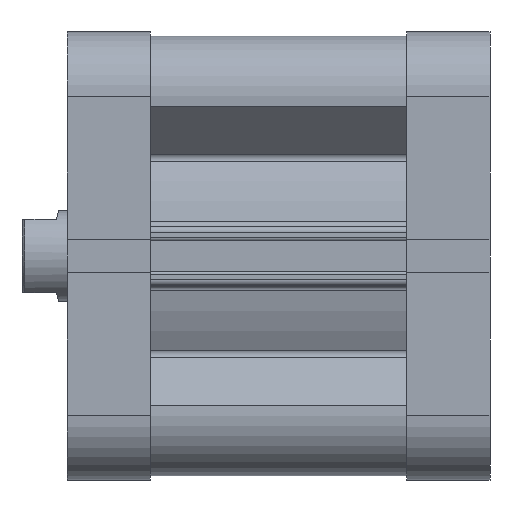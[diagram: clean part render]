
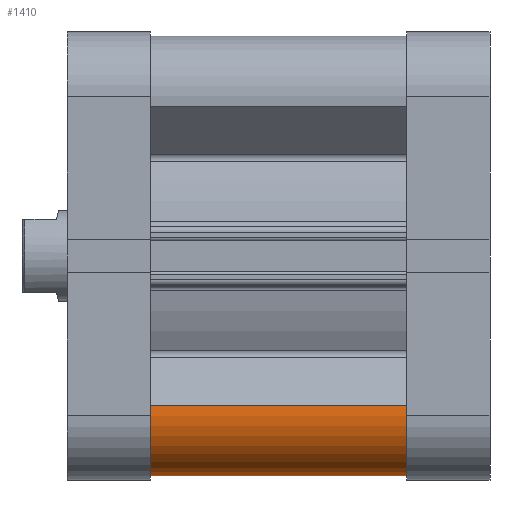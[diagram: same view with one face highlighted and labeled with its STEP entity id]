
A CAD part, front view. The second image highlights one B-rep face of the part: STEP entity #1410.
In plain terms, the highlighted cylindrical face has radius 10.75 mm (diameter 21.5 mm), a partial arc.
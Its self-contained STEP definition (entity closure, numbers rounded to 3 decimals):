
#610 = EDGE_LOOP ( 'NONE', ( #5972, #5971, #5970, #5969 ) ) ;
#1410 = ADVANCED_FACE ( 'NONE', ( #8048 ), #8053, .T. ) ;
#2935 = CARTESIAN_POINT ( 'NONE',  ( -26.479, -38.853, 0. ) ) ;
#2945 = CARTESIAN_POINT ( 'NONE',  ( -39., -28.25, 0. ) ) ;
#3008 = CARTESIAN_POINT ( 'NONE',  ( -26.479, -38.853, 45.5 ) ) ;
#3009 = CARTESIAN_POINT ( 'NONE',  ( -39., -28.25, 45.5 ) ) ;
#3457 = CARTESIAN_POINT ( 'NONE',  ( -26.479, -38.853, 45.5 ) ) ;
#3458 = DIRECTION ( 'NONE',  ( 0., 0., -1. ) ) ;
#3470 = CARTESIAN_POINT ( 'NONE',  ( -28.25, -28.25, 0. ) ) ;
#3479 = DIRECTION ( 'NONE',  ( 0., 0., 1. ) ) ;
#3480 = DIRECTION ( 'NONE',  ( -1., 0., 0. ) ) ;
#3486 = CARTESIAN_POINT ( 'NONE',  ( -39., -28.25, 45.5 ) ) ;
#3487 = DIRECTION ( 'NONE',  ( 0., 0., -1. ) ) ;
#3500 = CARTESIAN_POINT ( 'NONE',  ( -28.25, -28.25, 45.5 ) ) ;
#3502 = DIRECTION ( 'NONE',  ( 0., 0., 1. ) ) ;
#3503 = DIRECTION ( 'NONE',  ( -1., 0., 0. ) ) ;
#3880 = VERTEX_POINT ( 'NONE', #2935 ) ;
#3890 = VERTEX_POINT ( 'NONE', #2945 ) ;
#3953 = VERTEX_POINT ( 'NONE', #3008 ) ;
#3954 = VERTEX_POINT ( 'NONE', #3009 ) ;
#5969 = ORIENTED_EDGE ( 'NONE', *, *, #6367, .F. ) ;
#5970 = ORIENTED_EDGE ( 'NONE', *, *, #6375, .T. ) ;
#5971 = ORIENTED_EDGE ( 'NONE', *, *, #6378, .T. ) ;
#5972 = ORIENTED_EDGE ( 'NONE', *, *, #6384, .F. ) ;
#6367 = EDGE_CURVE ( 'NONE', #3953, #3880, #10010, .T. ) ;
#6375 = EDGE_CURVE ( 'NONE', #3890, #3880, #10024, .T. ) ;
#6378 = EDGE_CURVE ( 'NONE', #3954, #3890, #10019, .T. ) ;
#6384 = EDGE_CURVE ( 'NONE', #3954, #3953, #10035, .T. ) ;
#6609 = AXIS2_PLACEMENT_3D ( 'NONE', #9024, #9023, #9022 ) ;
#7000 = AXIS2_PLACEMENT_3D ( 'NONE', #3470, #3479, #3480 ) ;
#7005 = AXIS2_PLACEMENT_3D ( 'NONE', #3500, #3502, #3503 ) ;
#8048 = FACE_OUTER_BOUND ( 'NONE', #610, .T. ) ;
#8053 = CYLINDRICAL_SURFACE ( 'NONE', #6609, 10.75 ) ;
#9022 = DIRECTION ( 'NONE',  ( -1., 0., 0. ) ) ;
#9023 = DIRECTION ( 'NONE',  ( 0., 0., -1. ) ) ;
#9024 = CARTESIAN_POINT ( 'NONE',  ( -28.25, -28.25, 45.5 ) ) ;
#10010 = LINE ( 'NONE', #3457, #10011 ) ;
#10011 = VECTOR ( 'NONE', #3458, 1000. ) ;
#10019 = LINE ( 'NONE', #3486, #10021 ) ;
#10021 = VECTOR ( 'NONE', #3487, 1000. ) ;
#10024 = CIRCLE ( 'NONE', #7000, 10.75 ) ;
#10035 = CIRCLE ( 'NONE', #7005, 10.75 ) ;
